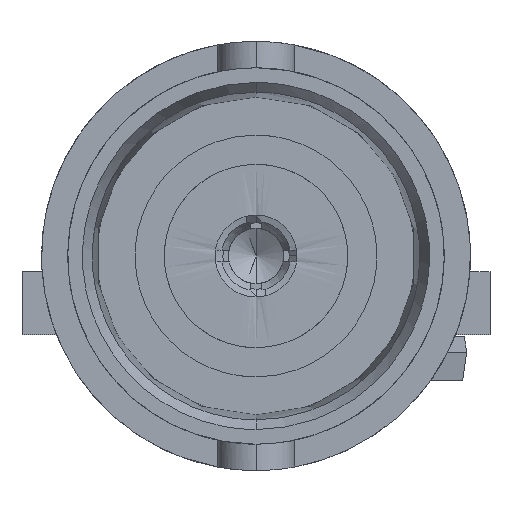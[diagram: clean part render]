
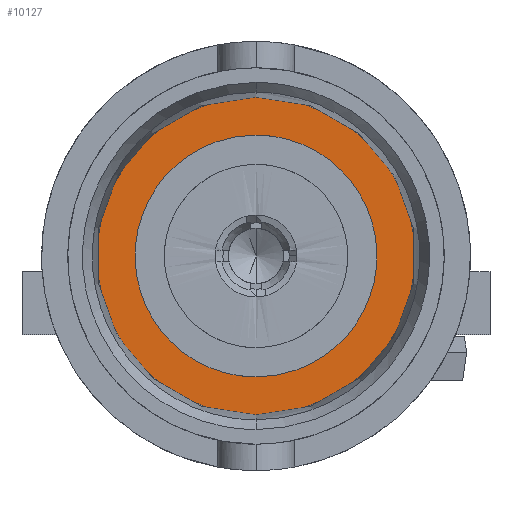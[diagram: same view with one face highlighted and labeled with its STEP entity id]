
A CAD part, left-side view. The second image highlights one B-rep face of the part: STEP entity #10127.
In plain terms, the highlighted face is planar.
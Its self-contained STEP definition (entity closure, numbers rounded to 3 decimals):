
#9588 = VERTEX_POINT('',#9589);
#9589 = CARTESIAN_POINT('',(4.075,8.56,0.));
#9596 = EDGE_CURVE('',#9588,#9597,#9599,.T.);
#9597 = VERTEX_POINT('',#9598);
#9598 = CARTESIAN_POINT('',(-4.075,8.56,0.));
#9599 = B_SPLINE_CURVE_WITH_KNOTS('',3,(#9600,#9601,#9602,#9603,#9604,
    #9605,#9606,#9607,#9608,#9609,#9610,#9611,#9612,#9613,#9614,#9615,
    #9616,#9617),.UNSPECIFIED.,.F.,.F.,(4,2,2,2,2,2,2,2,4),(0.,0.125,
    0.25,0.375,0.5,0.625,0.75,0.875,1.),.UNSPECIFIED.);
#9600 = CARTESIAN_POINT('',(4.075,8.56,0.));
#9601 = CARTESIAN_POINT('',(4.075,8.56,-0.541));
#9602 = CARTESIAN_POINT('',(3.972,8.56,-1.06));
#9603 = CARTESIAN_POINT('',(3.558,8.56,-2.059));
#9604 = CARTESIAN_POINT('',(3.264,8.56,-2.499));
#9605 = CARTESIAN_POINT('',(2.499,8.56,-3.264));
#9606 = CARTESIAN_POINT('',(2.059,8.56,-3.558));
#9607 = CARTESIAN_POINT('',(1.06,8.56,-3.972));
#9608 = CARTESIAN_POINT('',(0.541,8.56,-4.075));
#9609 = CARTESIAN_POINT('',(-0.541,8.56,-4.075));
#9610 = CARTESIAN_POINT('',(-1.06,8.56,-3.972));
#9611 = CARTESIAN_POINT('',(-2.059,8.56,-3.558));
#9612 = CARTESIAN_POINT('',(-2.499,8.56,-3.264));
#9613 = CARTESIAN_POINT('',(-3.264,8.56,-2.499));
#9614 = CARTESIAN_POINT('',(-3.558,8.56,-2.059));
#9615 = CARTESIAN_POINT('',(-3.972,8.56,-1.06));
#9616 = CARTESIAN_POINT('',(-4.075,8.56,-0.54));
#9617 = CARTESIAN_POINT('',(-4.075,8.56,0.));
#9634 = EDGE_CURVE('',#9597,#9588,#9635,.T.);
#9635 = B_SPLINE_CURVE_WITH_KNOTS('',3,(#9636,#9637,#9638,#9639,#9640,
    #9641,#9642,#9643,#9644,#9645,#9646,#9647,#9648,#9649,#9650,#9651,
    #9652,#9653),.UNSPECIFIED.,.F.,.F.,(4,2,2,2,2,2,2,2,4),(0.,0.125,
    0.25,0.375,0.5,0.625,0.75,0.875,1.),.UNSPECIFIED.);
#9636 = CARTESIAN_POINT('',(-4.075,8.56,0.));
#9637 = CARTESIAN_POINT('',(-4.075,8.56,0.541));
#9638 = CARTESIAN_POINT('',(-3.972,8.56,1.06));
#9639 = CARTESIAN_POINT('',(-3.558,8.56,2.059));
#9640 = CARTESIAN_POINT('',(-3.264,8.56,2.499));
#9641 = CARTESIAN_POINT('',(-2.499,8.56,3.264));
#9642 = CARTESIAN_POINT('',(-2.059,8.56,3.558));
#9643 = CARTESIAN_POINT('',(-1.06,8.56,3.972));
#9644 = CARTESIAN_POINT('',(-0.541,8.56,4.075));
#9645 = CARTESIAN_POINT('',(0.541,8.56,4.075));
#9646 = CARTESIAN_POINT('',(1.06,8.56,3.972));
#9647 = CARTESIAN_POINT('',(2.059,8.56,3.558));
#9648 = CARTESIAN_POINT('',(2.499,8.56,3.264));
#9649 = CARTESIAN_POINT('',(3.264,8.56,2.499));
#9650 = CARTESIAN_POINT('',(3.558,8.56,2.059));
#9651 = CARTESIAN_POINT('',(3.972,8.56,1.06));
#9652 = CARTESIAN_POINT('',(4.075,8.56,0.54));
#9653 = CARTESIAN_POINT('',(4.075,8.56,0.));
#10127 = ADVANCED_FACE('',(#10128,#10132),#10180,.F.);
#10128 = FACE_BOUND('',#10129,.T.);
#10129 = EDGE_LOOP('',(#10130,#10131));
#10130 = ORIENTED_EDGE('',*,*,#9596,.T.);
#10131 = ORIENTED_EDGE('',*,*,#9634,.T.);
#10132 = FACE_BOUND('',#10133,.T.);
#10133 = EDGE_LOOP('',(#10134,#10159));
#10134 = ORIENTED_EDGE('',*,*,#10135,.F.);
#10135 = EDGE_CURVE('',#10136,#10138,#10140,.T.);
#10136 = VERTEX_POINT('',#10137);
#10137 = CARTESIAN_POINT('',(-3.1,8.56,0.));
#10138 = VERTEX_POINT('',#10139);
#10139 = CARTESIAN_POINT('',(3.1,8.56,0.));
#10140 = B_SPLINE_CURVE_WITH_KNOTS('',3,(#10141,#10142,#10143,#10144,
    #10145,#10146,#10147,#10148,#10149,#10150,#10151,#10152,#10153,
    #10154,#10155,#10156,#10157,#10158),.UNSPECIFIED.,.F.,.F.,(4,2,2,2,2
    ,2,2,2,4),(0.,0.125,0.25,0.375,0.5,0.625,0.75,0.875,1.),
  .UNSPECIFIED.);
#10141 = CARTESIAN_POINT('',(-3.1,8.56,0.));
#10142 = CARTESIAN_POINT('',(-3.1,8.56,0.406));
#10143 = CARTESIAN_POINT('',(-3.019,8.56,0.811));
#10144 = CARTESIAN_POINT('',(-2.709,8.56,1.561));
#10145 = CARTESIAN_POINT('',(-2.479,8.56,1.905));
#10146 = CARTESIAN_POINT('',(-1.905,8.56,2.479));
#10147 = CARTESIAN_POINT('',(-1.561,8.56,2.709));
#10148 = CARTESIAN_POINT('',(-0.811,8.56,3.019));
#10149 = CARTESIAN_POINT('',(-0.406,8.56,3.1));
#10150 = CARTESIAN_POINT('',(0.406,8.56,3.1));
#10151 = CARTESIAN_POINT('',(0.811,8.56,3.019));
#10152 = CARTESIAN_POINT('',(1.561,8.56,2.709));
#10153 = CARTESIAN_POINT('',(1.905,8.56,2.479));
#10154 = CARTESIAN_POINT('',(2.479,8.56,1.905));
#10155 = CARTESIAN_POINT('',(2.709,8.56,1.561));
#10156 = CARTESIAN_POINT('',(3.019,8.56,0.811));
#10157 = CARTESIAN_POINT('',(3.1,8.56,0.406));
#10158 = CARTESIAN_POINT('',(3.1,8.56,0.));
#10159 = ORIENTED_EDGE('',*,*,#10160,.F.);
#10160 = EDGE_CURVE('',#10138,#10136,#10161,.T.);
#10161 = B_SPLINE_CURVE_WITH_KNOTS('',3,(#10162,#10163,#10164,#10165,
    #10166,#10167,#10168,#10169,#10170,#10171,#10172,#10173,#10174,
    #10175,#10176,#10177,#10178,#10179),.UNSPECIFIED.,.F.,.F.,(4,2,2,2,2
    ,2,2,2,4),(0.,0.125,0.25,0.375,0.5,0.625,0.75,0.875,1.),
  .UNSPECIFIED.);
#10162 = CARTESIAN_POINT('',(3.1,8.56,0.));
#10163 = CARTESIAN_POINT('',(3.1,8.56,-0.406));
#10164 = CARTESIAN_POINT('',(3.019,8.56,-0.811));
#10165 = CARTESIAN_POINT('',(2.709,8.56,-1.561));
#10166 = CARTESIAN_POINT('',(2.479,8.56,-1.905));
#10167 = CARTESIAN_POINT('',(1.905,8.56,-2.479));
#10168 = CARTESIAN_POINT('',(1.561,8.56,-2.709));
#10169 = CARTESIAN_POINT('',(0.811,8.56,-3.019));
#10170 = CARTESIAN_POINT('',(0.406,8.56,-3.1));
#10171 = CARTESIAN_POINT('',(-0.406,8.56,-3.1));
#10172 = CARTESIAN_POINT('',(-0.811,8.56,-3.019));
#10173 = CARTESIAN_POINT('',(-1.561,8.56,-2.709));
#10174 = CARTESIAN_POINT('',(-1.905,8.56,-2.479));
#10175 = CARTESIAN_POINT('',(-2.479,8.56,-1.905));
#10176 = CARTESIAN_POINT('',(-2.709,8.56,-1.561));
#10177 = CARTESIAN_POINT('',(-3.019,8.56,-0.811));
#10178 = CARTESIAN_POINT('',(-3.1,8.56,-0.406));
#10179 = CARTESIAN_POINT('',(-3.1,8.56,0.));
#10180 = PLANE('',#10181);
#10181 = AXIS2_PLACEMENT_3D('',#10182,#10183,#10184);
#10182 = CARTESIAN_POINT('',(0.,8.56,0.));
#10183 = DIRECTION('',(0.,-1.,0.));
#10184 = DIRECTION('',(0.,0.,-1.));
